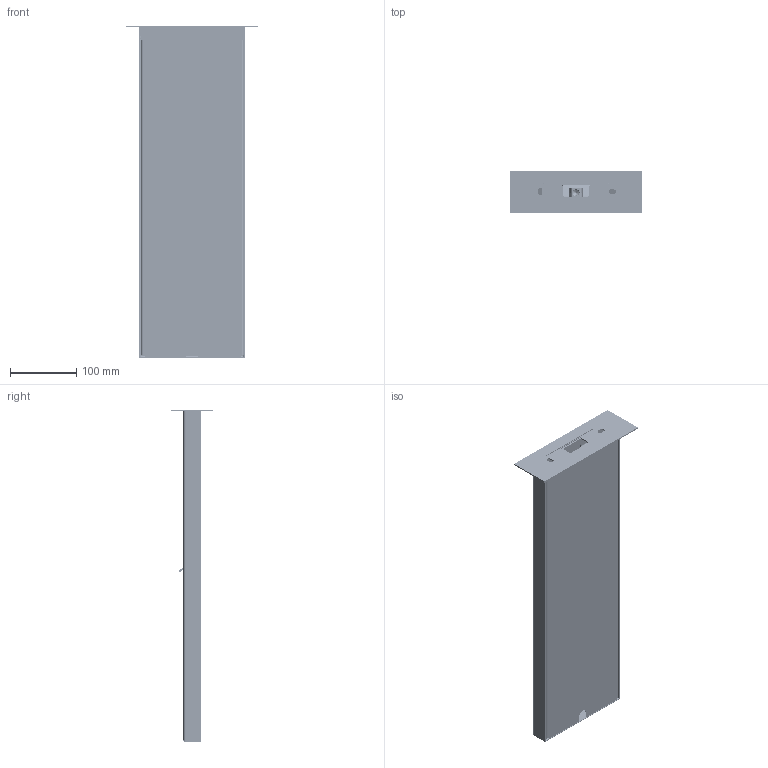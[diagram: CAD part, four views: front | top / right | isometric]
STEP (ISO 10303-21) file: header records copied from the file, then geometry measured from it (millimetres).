
FILE_DESCRIPTION((''),'2;1');
FILE_NAME('ZSOF099_ASM','2021-01-20T15:12:53',('ut3'),('PAFFONI SpA'),'CREO PARAMETRIC BY PTC INC, 2020044','CREO PARAMETRIC BY PTC INC, 2020044','');
FILE_SCHEMA(('CONFIG_CONTROL_DESIGN','SHAPE_APPEARANCE_LAYERS_GROUPS'));
Length unit declared in the file: millimetre
Products named in the file (18): M-20400; M-20402; M-20403; M-20404; T-RA031; P-00100; M-20405; M-20408; M-20516; M-20407; M-20410; M-20411; M-20412; T-RA013; M-20413; M-20414; M-20406; ZSOF099_ASM
Assembly tree (112 placements, depth 2):
  ZSOF099_ASM
    M-20400
    M-20402
    M-20403
    M-20404
    T-RA031
    P-00100  x96
    M-20405
    M-20408
    M-20516
    M-20407
    M-20410
    M-20411
    M-20412
    T-RA013
    M-20413
    M-20414
    M-20406
Bounding box: 200 x 65 x 502 mm (x, y, z)
Volume: 295087.5 mm3; surface area: 762365.9 mm2
Topology: 110 solids, 112 shells, 6804 faces, 14315 edges, 8017 vertices
Faces by surface type: torus 4224, cylinder 1551, plane 815, cone 210, bspline 4
Entity records: 42205 total; most frequent: DIRECTION 6257, CARTESIAN_POINT 6084, ORIENTED_EDGE 5428, EDGE_CURVE 2721, AXIS2_PLACEMENT_3D 2431, VERTEX_POINT 1747, PRESENTATION_STYLE_ASSIGNMENT 1631, STYLED_ITEM 1629
